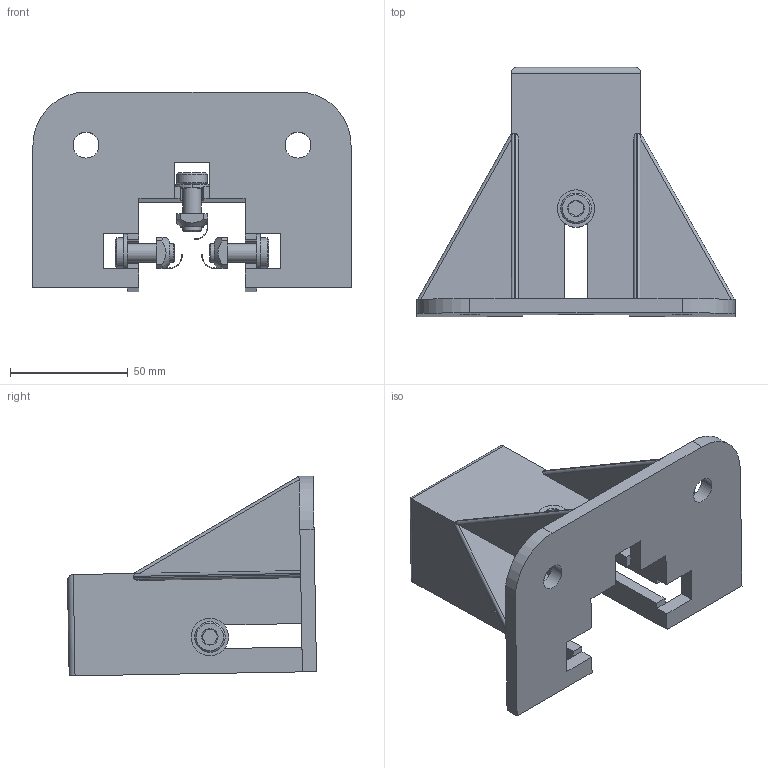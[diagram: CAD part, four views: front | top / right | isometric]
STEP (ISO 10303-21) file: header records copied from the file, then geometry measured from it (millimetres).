
FILE_DESCRIPTION (( 'STEP AP203' ), '1' );
FILE_NAME ('33-45453S-1.STEP', '2022-02-08T19:56:32', ( '' ), ( '' ), 'SwSTEP 2.0', 'SolidWorks 2021', '' );
FILE_SCHEMA (( 'CONFIG_CONTROL_DESIGN' ));
Length unit declared in the file: millimetre
Products named in the file (5): 33-45453S-1; M8 LOW-HEAD SOCKET CAP SCREW_M8X20LHSCS-0; 33-45453S-0; SQUARE NUT POS FIX_M8S-PF; STANDARD WASHER_M8SMW-0
Assembly tree (10 placements, depth 2):
  33-45453S-1
    33-45453S-0
    STANDARD WASHER_M8SMW-0  x3
    M8 LOW-HEAD SOCKET CAP SCREW_M8X20LHSCS-0  x3
    SQUARE NUT POS FIX_M8S-PF  x3
Bounding box: 135 x 105.69 x 84.82 mm (x, y, z)
Volume: 132568.5 mm3; surface area: 63998.1 mm2
Topology: 10 solids, 10 shells, 248 faces, 626 edges, 398 vertices
Faces by surface type: plane 129, cylinder 62, cone 57
Entity records: 4953 total; most frequent: CARTESIAN_POINT 1072, ORIENTED_EDGE 688, DIRECTION 644, EDGE_CURVE 344, LINE 232, VECTOR 232, VERTEX_POINT 218, AXIS2_PLACEMENT_3D 206
